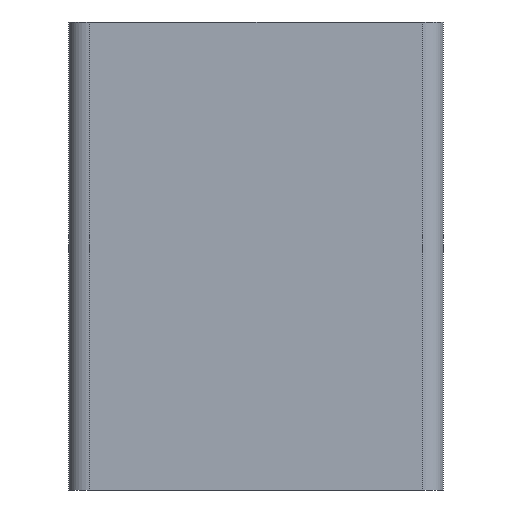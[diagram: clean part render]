
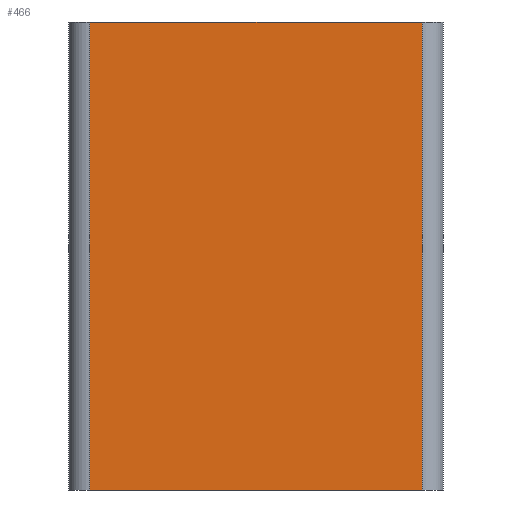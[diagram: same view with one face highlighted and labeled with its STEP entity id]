
A CAD part, front view. The second image highlights one B-rep face of the part: STEP entity #466.
In plain terms, the highlighted planar face has unit normal (0, -1, 0).
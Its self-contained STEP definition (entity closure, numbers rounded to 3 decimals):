
#150 = VERTEX_POINT('',#151);
#151 = CARTESIAN_POINT('',(-16.,-7.5,0.));
#158 = EDGE_CURVE('',#159,#150,#161,.T.);
#159 = VERTEX_POINT('',#160);
#160 = CARTESIAN_POINT('',(16.,-7.5,0.));
#161 = LINE('',#162,#163);
#162 = CARTESIAN_POINT('',(16.,-7.5,0.));
#163 = VECTOR('',#164,1.);
#164 = DIRECTION('',(-1.,0.,0.));
#236 = VERTEX_POINT('',#237);
#237 = CARTESIAN_POINT('',(-16.,-7.5,45.));
#244 = EDGE_CURVE('',#245,#236,#247,.T.);
#245 = VERTEX_POINT('',#246);
#246 = CARTESIAN_POINT('',(16.,-7.5,45.));
#247 = LINE('',#248,#249);
#248 = CARTESIAN_POINT('',(16.,-7.5,45.));
#249 = VECTOR('',#250,1.);
#250 = DIRECTION('',(-1.,0.,0.));
#438 = EDGE_CURVE('',#150,#236,#439,.T.);
#439 = LINE('',#440,#441);
#440 = CARTESIAN_POINT('',(-16.,-7.5,0.));
#441 = VECTOR('',#442,1.);
#442 = DIRECTION('',(0.,0.,1.));
#466 = ADVANCED_FACE('',(#467),#478,.T.);
#467 = FACE_BOUND('',#468,.T.);
#468 = EDGE_LOOP('',(#469,#475,#476,#477));
#469 = ORIENTED_EDGE('',*,*,#470,.T.);
#470 = EDGE_CURVE('',#159,#245,#471,.T.);
#471 = LINE('',#472,#473);
#472 = CARTESIAN_POINT('',(16.,-7.5,0.));
#473 = VECTOR('',#474,1.);
#474 = DIRECTION('',(0.,0.,1.));
#475 = ORIENTED_EDGE('',*,*,#244,.T.);
#476 = ORIENTED_EDGE('',*,*,#438,.F.);
#477 = ORIENTED_EDGE('',*,*,#158,.F.);
#478 = PLANE('',#479);
#479 = AXIS2_PLACEMENT_3D('',#480,#481,#482);
#480 = CARTESIAN_POINT('',(16.,-7.5,0.));
#481 = DIRECTION('',(0.,-1.,0.));
#482 = DIRECTION('',(-1.,0.,0.));
